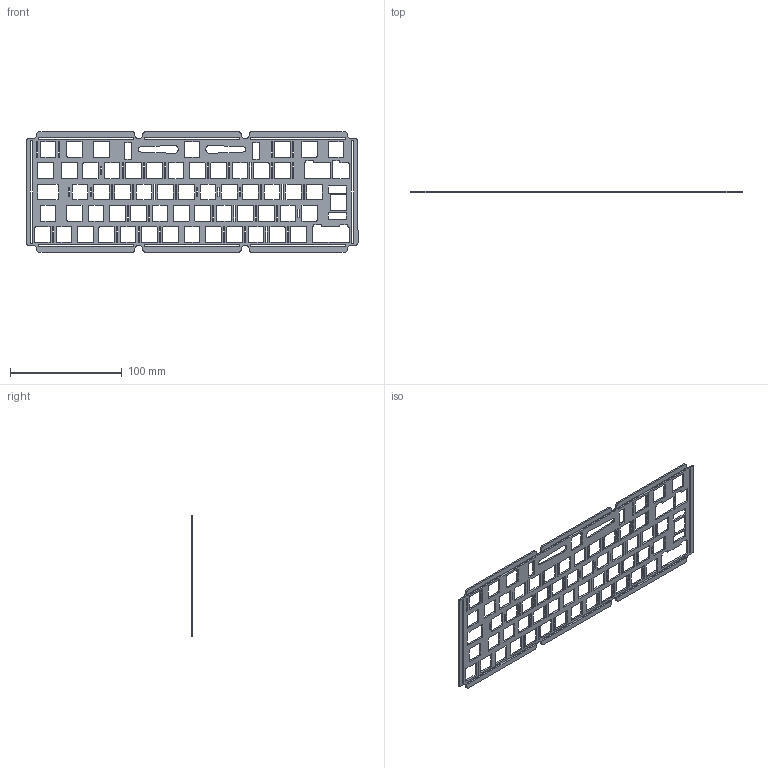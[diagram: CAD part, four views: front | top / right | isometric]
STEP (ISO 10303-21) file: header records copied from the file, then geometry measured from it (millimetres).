
FILE_DESCRIPTION (( 'STEP AP214' ), '1' );
FILE_NAME ('Iron160_Plate ISO1.3.STEP', '2021-11-02T00:08:55', ( '' ), ( '' ), 'SwSTEP 2.0', 'SolidWorks 2018', '' );
FILE_SCHEMA (( 'AUTOMOTIVE_DESIGN' ));
Length unit declared in the file: millimetre
Products named in the file (1): Iron160_Plate ISO1.3
Bounding box: 296.7 x 1.5 x 107.7 mm (x, y, z)
Volume: 24159.2 mm3; surface area: 42982.4 mm2
Topology: 1 solids, 1 shells, 804 faces, 2406 edges, 1604 vertices
Faces by surface type: plane 485, cylinder 319
Entity records: 27626 total; most frequent: CARTESIAN_POINT 4815, ORIENTED_EDGE 4812, DIRECTION 4654, EDGE_CURVE 2406, VECTOR 1768, LINE 1768, VERTEX_POINT 1604, AXIS2_PLACEMENT_3D 1443
